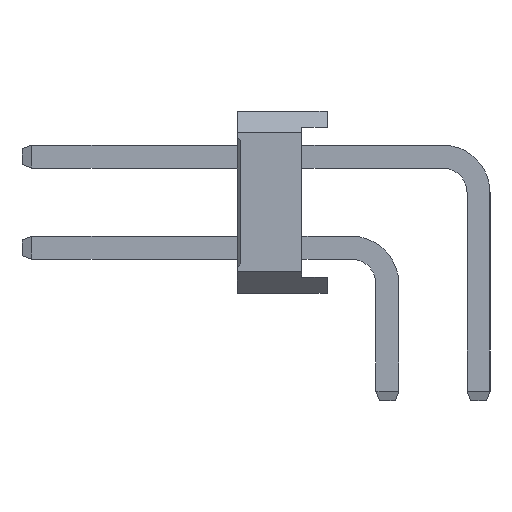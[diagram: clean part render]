
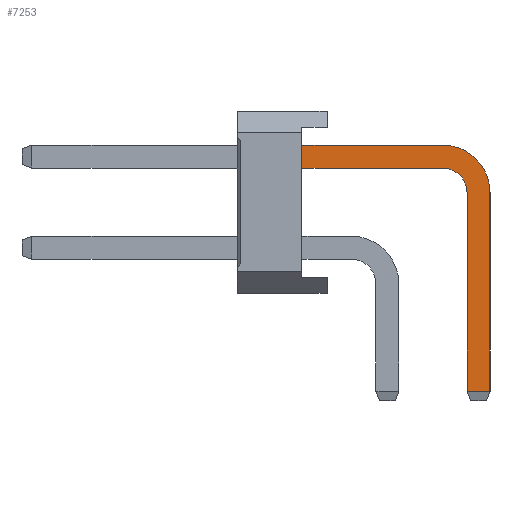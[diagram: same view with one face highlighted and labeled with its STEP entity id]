
A CAD part, left-side view. The second image highlights one B-rep face of the part: STEP entity #7253.
In plain terms, the highlighted planar face has unit normal (-1, 0, 0).
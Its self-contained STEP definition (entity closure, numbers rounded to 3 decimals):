
#7253=ADVANCED_FACE('',(#23567),#23569,.T.);
#23567=FACE_BOUND('',#23568,.T.);
#23568=EDGE_LOOP('',(#36441,#36442,#36443,#36444,#36445,#36446,#36447,#36448));
#23569=PLANE('',#23570);
#23570=AXIS2_PLACEMENT_3D('',#23571,#23572,#23573);
#23571=CARTESIAN_POINT('',(-0.32,-2.22,-3.));
#23572=DIRECTION('',(-1.,0.,0.));
#23573=DIRECTION('',(0.,-1.,0.));
#36441=ORIENTED_EDGE('',*,*,#44314,.T.);
#36442=ORIENTED_EDGE('',*,*,#44315,.T.);
#36443=ORIENTED_EDGE('',*,*,#44316,.T.);
#36444=ORIENTED_EDGE('',*,*,#44317,.T.);
#36445=ORIENTED_EDGE('',*,*,#42251,.T.);
#36446=ORIENTED_EDGE('',*,*,#44313,.F.);
#36447=ORIENTED_EDGE('',*,*,#44318,.F.);
#36448=ORIENTED_EDGE('',*,*,#44319,.F.);
#42251=EDGE_CURVE('',#48022,#48020,#48023,.T.);
#44313=EDGE_CURVE('',#51278,#48020,#51280,.T.);
#44314=EDGE_CURVE('',#51281,#51282,#51283,.T.);
#44315=EDGE_CURVE('',#51282,#51284,#51285,.T.);
#44316=EDGE_CURVE('',#51284,#51286,#51287,.T.);
#44317=EDGE_CURVE('',#51286,#48022,#51288,.T.);
#44318=EDGE_CURVE('',#51289,#51278,#51290,.T.);
#44319=EDGE_CURVE('',#51281,#51289,#51291,.T.);
#48020=VERTEX_POINT('',#57770);
#48022=VERTEX_POINT('',#57774);
#48023=LINE('',#57775,#57776);
#51278=VERTEX_POINT('',#65286);
#51280=LINE('',#65290,#65291);
#51281=VERTEX_POINT('',#65293);
#51282=VERTEX_POINT('',#65294);
#51283=LINE('',#65295,#65296);
#51284=VERTEX_POINT('',#65298);
#51285=LINE('',#65299,#65300);
#51286=VERTEX_POINT('',#65302);
#51287=CIRCLE('',#65303,1.32);
#51288=LINE('',#65307,#65308);
#51289=VERTEX_POINT('',#65310);
#51290=CIRCLE('',#65311,0.68);
#51291=LINE('',#65315,#65316);
#57770=CARTESIAN_POINT('',(-0.32,2.38,3.49));
#57774=CARTESIAN_POINT('',(-0.32,2.38,4.13));
#57775=CARTESIAN_POINT('',(-0.32,2.38,4.13));
#57776=VECTOR('',#57777,1.);
#57777=DIRECTION('',(0.,0.,-1.));
#65286=CARTESIAN_POINT('',(-0.32,-1.54,3.49));
#65290=CARTESIAN_POINT('',(-0.32,-1.54,3.49));
#65291=VECTOR('',#65292,1.);
#65292=DIRECTION('',(0.,1.,0.));
#65293=CARTESIAN_POINT('',(-0.32,-2.22,-2.725));
#65294=CARTESIAN_POINT('',(-0.32,-2.86,-2.725));
#65295=CARTESIAN_POINT('',(-0.32,-2.22,-2.725));
#65296=VECTOR('',#65297,1.);
#65297=DIRECTION('',(0.,-1.,0.));
#65298=CARTESIAN_POINT('',(-0.32,-2.86,2.81));
#65299=CARTESIAN_POINT('',(-0.32,-2.86,-2.725));
#65300=VECTOR('',#65301,1.);
#65301=DIRECTION('',(0.,0.,1.));
#65302=CARTESIAN_POINT('',(-0.32,-1.54,4.13));
#65303=AXIS2_PLACEMENT_3D('',#65304,#65305,#65306);
#65304=CARTESIAN_POINT('',(-0.32,-1.54,2.81));
#65305=DIRECTION('',(-1.,0.,0.));
#65306=DIRECTION('',(0.,-1.,0.));
#65307=CARTESIAN_POINT('',(-0.32,-1.54,4.13));
#65308=VECTOR('',#65309,1.);
#65309=DIRECTION('',(0.,1.,0.));
#65310=CARTESIAN_POINT('',(-0.32,-2.22,2.81));
#65311=AXIS2_PLACEMENT_3D('',#65312,#65313,#65314);
#65312=CARTESIAN_POINT('',(-0.32,-1.54,2.81));
#65313=DIRECTION('',(-1.,0.,0.));
#65314=DIRECTION('',(0.,-1.,0.));
#65315=CARTESIAN_POINT('',(-0.32,-2.22,-2.725));
#65316=VECTOR('',#65317,1.);
#65317=DIRECTION('',(0.,0.,1.));
